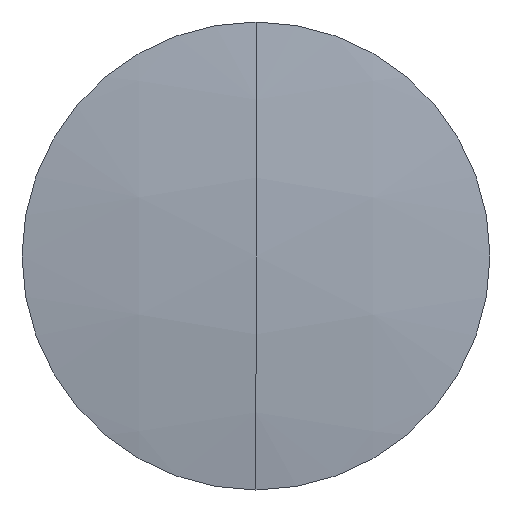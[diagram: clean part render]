
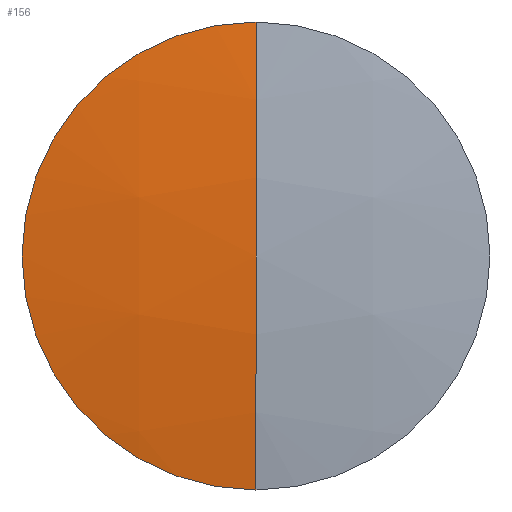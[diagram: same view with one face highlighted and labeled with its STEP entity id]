
A CAD part, left-side view. The second image highlights one B-rep face of the part: STEP entity #156.
In plain terms, the highlighted spherical face has radius 161.5 mm.
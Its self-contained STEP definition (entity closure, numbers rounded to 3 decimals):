
#33 = VERTEX_POINT ( 'NONE', #279 ) ;
#53 = CIRCLE ( 'NONE', #193, 161.5 ) ;
#57 = AXIS2_PLACEMENT_3D ( 'NONE', #283, #336, #284 ) ;
#59 = DIRECTION ( 'NONE',  ( 0., 0., 1. ) ) ;
#61 = SPHERICAL_SURFACE ( 'NONE', #217, 161.5 ) ;
#68 = CIRCLE ( 'NONE', #222, 25.4 ) ;
#71 = EDGE_CURVE ( 'NONE', #100, #240, #85, .T. ) ;
#77 = DIRECTION ( 'NONE',  ( -1., 0., 0. ) ) ;
#85 = CIRCLE ( 'NONE', #57, 161.5 ) ;
#90 = EDGE_CURVE ( 'NONE', #33, #240, #53, .T. ) ;
#92 = ORIENTED_EDGE ( 'NONE', *, *, #316, .T. ) ;
#99 = DIRECTION ( 'NONE',  ( 0., 0., 1. ) ) ;
#100 = VERTEX_POINT ( 'NONE', #305 ) ;
#131 = DIRECTION ( 'NONE',  ( 0., 1., 0. ) ) ;
#156 = ADVANCED_FACE ( 'NONE', ( #285 ), #61, .T. ) ;
#160 = DIRECTION ( 'NONE',  ( 0., 0., 1. ) ) ;
#166 = ORIENTED_EDGE ( 'NONE', *, *, #71, .F. ) ;
#180 = CARTESIAN_POINT ( 'NONE',  ( 547.122, 0., 0. ) ) ;
#193 = AXIS2_PLACEMENT_3D ( 'NONE', #180, #233, #160 ) ;
#217 = AXIS2_PLACEMENT_3D ( 'NONE', #293, #131, #59 ) ;
#222 = AXIS2_PLACEMENT_3D ( 'NONE', #257, #77, #99 ) ;
#233 = DIRECTION ( 'NONE',  ( 0., 1., 0. ) ) ;
#240 = VERTEX_POINT ( 'NONE', #289 ) ;
#257 = CARTESIAN_POINT ( 'NONE',  ( 387.632, 0., 0. ) ) ;
#272 = EDGE_LOOP ( 'NONE', ( #92, #323, #166 ) ) ;
#279 = CARTESIAN_POINT ( 'NONE',  ( 387.632, 0., -25.4 ) ) ;
#283 = CARTESIAN_POINT ( 'NONE',  ( 547.122, 0., 0. ) ) ;
#284 = DIRECTION ( 'NONE',  ( 0., 0., -1. ) ) ;
#285 = FACE_OUTER_BOUND ( 'NONE', #272, .T. ) ;
#289 = CARTESIAN_POINT ( 'NONE',  ( 385.622, 0., 0. ) ) ;
#293 = CARTESIAN_POINT ( 'NONE',  ( 547.122, 0., 0. ) ) ;
#305 = CARTESIAN_POINT ( 'NONE',  ( 387.632, 0., 25.4 ) ) ;
#316 = EDGE_CURVE ( 'NONE', #100, #33, #68, .T. ) ;
#323 = ORIENTED_EDGE ( 'NONE', *, *, #90, .T. ) ;
#336 = DIRECTION ( 'NONE',  ( 0., -1., 0. ) ) ;
